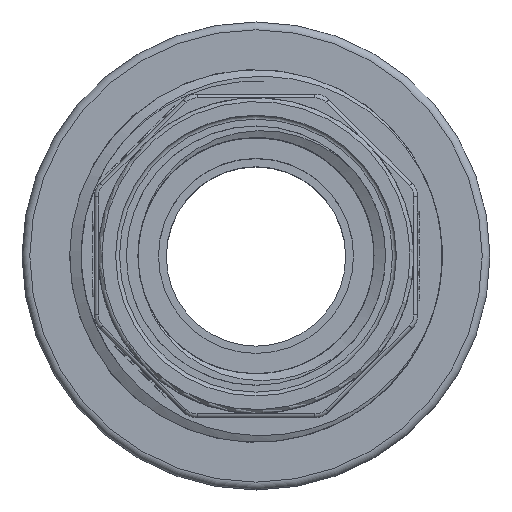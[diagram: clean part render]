
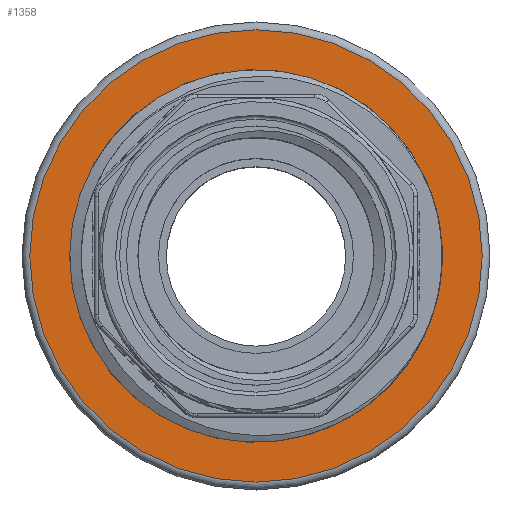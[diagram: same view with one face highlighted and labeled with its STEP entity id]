
A CAD part, top view. The second image highlights one B-rep face of the part: STEP entity #1358.
In plain terms, the highlighted planar face has unit normal (0, 0, 1).
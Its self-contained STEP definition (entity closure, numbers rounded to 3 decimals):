
#1358=ADVANCED_FACE('',(#5711,#5712),#2179,.T.);
#2179=PLANE('',#15327);
#5711=FACE_BOUND('',#5894,.T.);
#5712=FACE_BOUND('',#5895,.T.);
#5894=EDGE_LOOP('',(#7210));
#5895=EDGE_LOOP('',(#7211));
#7210=ORIENTED_EDGE('',*,*,#13048,.T.);
#7211=ORIENTED_EDGE('',*,*,#13047,.T.);
#11555=VERTEX_POINT('',#23267);
#11556=VERTEX_POINT('',#23782);
#13047=EDGE_CURVE('',#11555,#11555,#14982,.T.);
#13048=EDGE_CURVE('',#11556,#11556,#14983,.T.);
#14982=CIRCLE('',#15324,23.902);
#14983=CIRCLE('',#15326,29.);
#15324=AXIS2_PLACEMENT_3D('',#23266,#16403,#16404);
#15326=AXIS2_PLACEMENT_3D('',#23781,#16407,#16408);
#15327=AXIS2_PLACEMENT_3D('',#23783,#16409,#16410);
#16403=DIRECTION('',(0.,0.,-1.));
#16404=DIRECTION('',(-1.,0.,0.));
#16407=DIRECTION('',(0.,0.,1.));
#16408=DIRECTION('',(-1.,0.,0.));
#16409=DIRECTION('',(0.,0.,1.));
#16410=DIRECTION('',(-1.,0.,0.));
#23266=CARTESIAN_POINT('',(144.,5.,21.6));
#23267=CARTESIAN_POINT('',(120.099,5.,21.6));
#23781=CARTESIAN_POINT('',(144.,5.,21.6));
#23782=CARTESIAN_POINT('',(115.,5.,21.6));
#23783=CARTESIAN_POINT('',(144.,5.,21.6));
